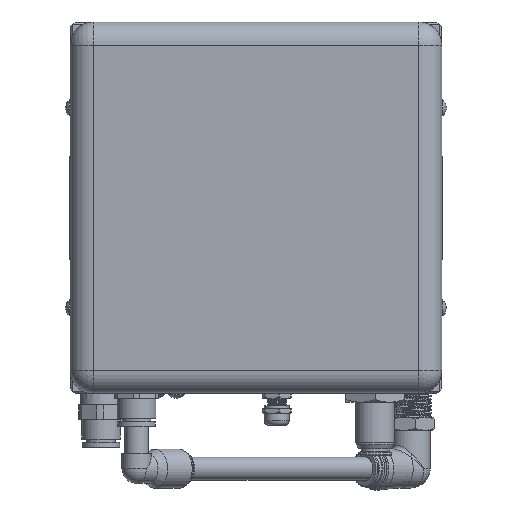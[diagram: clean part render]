
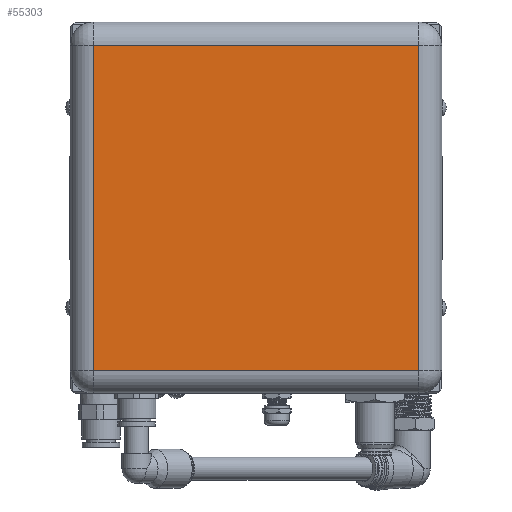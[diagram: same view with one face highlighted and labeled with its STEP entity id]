
A CAD part, front view. The second image highlights one B-rep face of the part: STEP entity #55303.
In plain terms, the highlighted face is planar.
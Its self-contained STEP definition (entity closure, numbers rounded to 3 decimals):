
#1184 = VECTOR ( 'NONE', #27800, 1000. ) ;
#1501 = CARTESIAN_POINT ( 'NONE',  ( 76.2, -66.726, -49.212 ) ) ;
#6333 = EDGE_CURVE ( 'NONE', #36130, #36858, #46631, .T. ) ;
#8498 = PLANE ( 'NONE',  #49978 ) ;
#10339 = LINE ( 'NONE', #42014, #1184 ) ;
#10967 = DIRECTION ( 'NONE',  ( -1., 0., 0. ) ) ;
#11274 = DIRECTION ( 'NONE',  ( 0., 1., 0. ) ) ;
#11941 = ORIENTED_EDGE ( 'NONE', *, *, #6333, .T. ) ;
#14368 = ORIENTED_EDGE ( 'NONE', *, *, #31496, .T. ) ;
#17163 = CARTESIAN_POINT ( 'NONE',  ( 66.726, 66.726, -49.212 ) ) ;
#17205 = CARTESIAN_POINT ( 'NONE',  ( -66.726, -66.726, -49.212 ) ) ;
#17941 = DIRECTION ( 'NONE',  ( -1., 0., 0. ) ) ;
#18226 = VECTOR ( 'NONE', #11274, 1000. ) ;
#21783 = FACE_OUTER_BOUND ( 'NONE', #26172, .T. ) ;
#21836 = VECTOR ( 'NONE', #10967, 1000. ) ;
#23494 = CARTESIAN_POINT ( 'NONE',  ( 76.2, 66.726, -49.212 ) ) ;
#24001 = LINE ( 'NONE', #1501, #21836 ) ;
#24309 = VECTOR ( 'NONE', #41586, 1000. ) ;
#26172 = EDGE_LOOP ( 'NONE', ( #40956, #11941, #14368, #35365 ) ) ;
#27800 = DIRECTION ( 'NONE',  ( 0., -1., 0. ) ) ;
#31496 = EDGE_CURVE ( 'NONE', #36858, #52498, #10339, .T. ) ;
#35365 = ORIENTED_EDGE ( 'NONE', *, *, #47324, .T. ) ;
#36130 = VERTEX_POINT ( 'NONE', #52621 ) ;
#36858 = VERTEX_POINT ( 'NONE', #17163 ) ;
#39750 = EDGE_CURVE ( 'NONE', #52769, #36130, #51859, .T. ) ;
#39870 = CARTESIAN_POINT ( 'NONE',  ( 76.2, -76.2, -49.212 ) ) ;
#40956 = ORIENTED_EDGE ( 'NONE', *, *, #39750, .T. ) ;
#41586 = DIRECTION ( 'NONE',  ( 1., 0., 0. ) ) ;
#42014 = CARTESIAN_POINT ( 'NONE',  ( 66.726, -76.2, -49.212 ) ) ;
#45999 = CARTESIAN_POINT ( 'NONE',  ( 66.726, -66.726, -49.212 ) ) ;
#46631 = LINE ( 'NONE', #23494, #24309 ) ;
#47324 = EDGE_CURVE ( 'NONE', #52498, #52769, #24001, .T. ) ;
#49978 = AXIS2_PLACEMENT_3D ( 'NONE', #39870, #54380, #17941 ) ;
#50991 = CARTESIAN_POINT ( 'NONE',  ( -66.726, -76.2, -49.212 ) ) ;
#51859 = LINE ( 'NONE', #50991, #18226 ) ;
#52498 = VERTEX_POINT ( 'NONE', #45999 ) ;
#52621 = CARTESIAN_POINT ( 'NONE',  ( -66.726, 66.726, -49.212 ) ) ;
#52769 = VERTEX_POINT ( 'NONE', #17205 ) ;
#54380 = DIRECTION ( 'NONE',  ( 0., 0., -1. ) ) ;
#55303 = ADVANCED_FACE ( 'NONE', ( #21783 ), #8498, .T. ) ;
